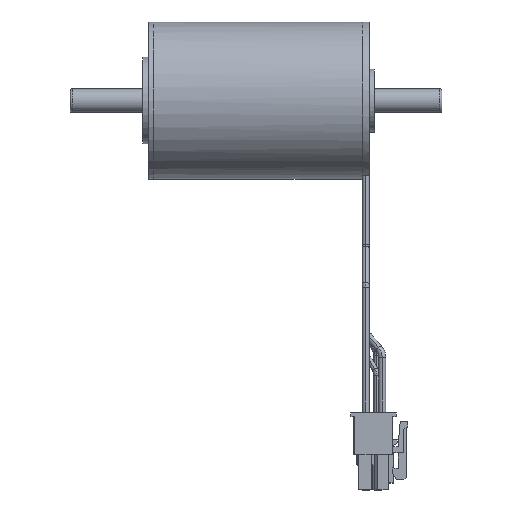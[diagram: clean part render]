
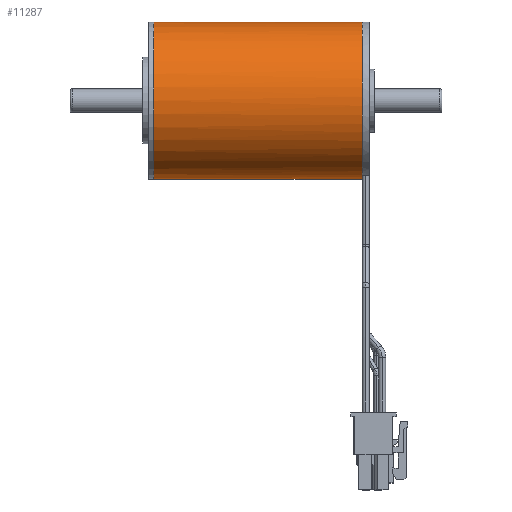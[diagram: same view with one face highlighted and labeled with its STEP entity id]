
A CAD part, top view. The second image highlights one B-rep face of the part: STEP entity #11287.
In plain terms, the highlighted cylindrical face has radius 19.95 mm (diameter 39.9 mm), a partial arc.
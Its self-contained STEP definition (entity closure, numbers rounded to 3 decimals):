
#1415=CARTESIAN_POINT('',(54.2,0.,0.));
#1416=DIRECTION('',(1.,0.,0.));
#1417=DIRECTION('',(0.,1.,0.));
#1418=AXIS2_PLACEMENT_3D('',#1415,#1416,#1417);
#1438=CARTESIAN_POINT('',(54.2,0.,0.));
#1439=DIRECTION('',(-1.,0.,0.));
#1440=DIRECTION('',(0.,-1.,0.));
#1441=AXIS2_PLACEMENT_3D('',#1438,#1439,#1440);
#1446=DIRECTION('',(1.,0.,0.));
#1447=VECTOR('',#1446,52.9);
#1448=CARTESIAN_POINT('',(1.3,-19.95,0.));
#1449=LINE('',#1448,#1447);
#1453=CARTESIAN_POINT('',(1.3,0.,0.));
#1454=DIRECTION('',(1.,0.,0.));
#1455=DIRECTION('',(0.,1.,0.));
#1456=AXIS2_PLACEMENT_3D('',#1453,#1454,#1455);
#1461=DIRECTION('',(1.,0.,0.));
#1462=VECTOR('',#1461,52.9);
#1463=CARTESIAN_POINT('',(1.3,19.95,0.));
#1464=LINE('',#1463,#1462);
#9280=CARTESIAN_POINT('',(54.2,-18.844,6.55));
#9281=VERTEX_POINT('',#9280);
#9290=CARTESIAN_POINT('',(1.3,19.95,0.));
#9291=CARTESIAN_POINT('',(54.2,19.95,0.));
#9292=VERTEX_POINT('',#9290);
#9293=VERTEX_POINT('',#9291);
#9294=CARTESIAN_POINT('',(1.3,-19.95,0.));
#9295=VERTEX_POINT('',#9294);
#9298=CARTESIAN_POINT('',(54.2,-19.95,0.));
#9299=VERTEX_POINT('',#9298);
#11272=CARTESIAN_POINT('',(56.845,0.,0.));
#11273=DIRECTION('',(-1.,0.,0.));
#11274=DIRECTION('',(0.,1.,0.));
#11275=AXIS2_PLACEMENT_3D('',#11272,#11273,#11274);
#11276=CYLINDRICAL_SURFACE('',#11275,19.95);
#11277=ORIENTED_EDGE('',*,*,#11173,.F.);
#11279=ORIENTED_EDGE('',*,*,#11278,.F.);
#11281=ORIENTED_EDGE('',*,*,#11280,.F.);
#11283=ORIENTED_EDGE('',*,*,#11282,.T.);
#11284=ORIENTED_EDGE('',*,*,#11261,.T.);
#11285=EDGE_LOOP('',(#11277,#11279,#11281,#11283,#11284));
#11286=FACE_OUTER_BOUND('',#11285,.F.);
#11287=ADVANCED_FACE('',(#11286),#11276,.T.);
#1419=CIRCLE('',#1418,19.95);
#1442=CIRCLE('',#1441,19.95);
#1457=CIRCLE('',#1456,19.95);
#11173=EDGE_CURVE('',#9299,#9281,#1442,.T.);
#11261=EDGE_CURVE('',#9293,#9281,#1419,.T.);
#11278=EDGE_CURVE('',#9295,#9299,#1449,.T.);
#11280=EDGE_CURVE('',#9292,#9295,#1457,.T.);
#11282=EDGE_CURVE('',#9292,#9293,#1464,.T.);
